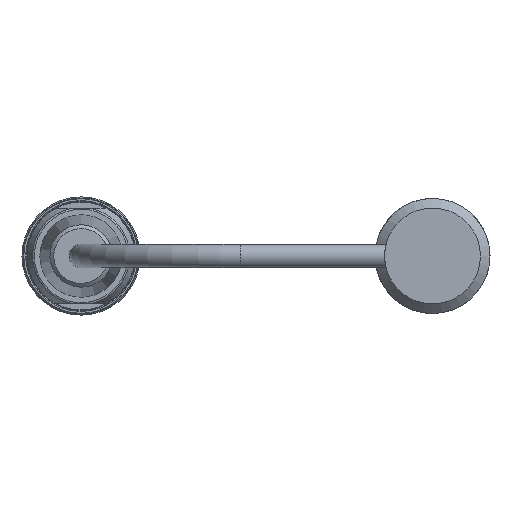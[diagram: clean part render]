
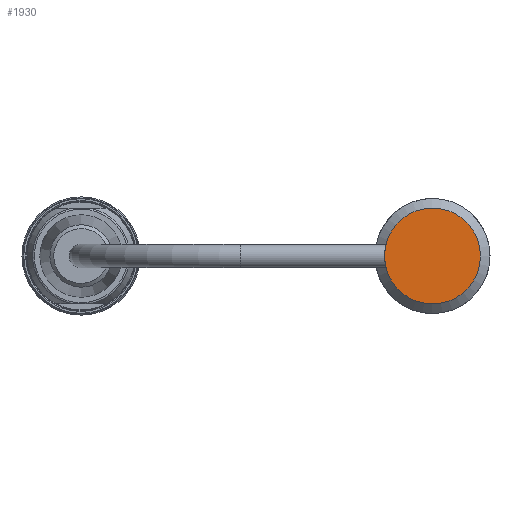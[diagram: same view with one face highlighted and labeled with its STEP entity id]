
A CAD part, left-side view. The second image highlights one B-rep face of the part: STEP entity #1930.
In plain terms, the highlighted planar face has unit normal (-1, 0, 0).
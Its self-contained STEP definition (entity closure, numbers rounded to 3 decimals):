
#299=PLANE('',#2186);
#530=FACE_OUTER_BOUND('',#724,.T.);
#724=EDGE_LOOP('',(#1669));
#830=CIRCLE('',#2169,7.5);
#992=VERTEX_POINT('',#3525);
#1212=EDGE_CURVE('',#992,#992,#830,.T.);
#1669=ORIENTED_EDGE('',*,*,#1212,.F.);
#1930=ADVANCED_FACE('',(#530),#299,.T.);
#2169=AXIS2_PLACEMENT_3D('',#3526,#2709,#2710);
#2186=AXIS2_PLACEMENT_3D('',#3702,#2743,#2744);
#2709=DIRECTION('center_axis',(1.,0.,0.));
#2710=DIRECTION('ref_axis',(0.,0.,
1.));
#2743=DIRECTION('center_axis',(-1.,0.,0.));
#2744=DIRECTION('ref_axis',(0.,0.,
-1.));
#3525=CARTESIAN_POINT('',(-6.5,-7.5,0.));
#3526=CARTESIAN_POINT('Origin',(-6.5,0.,
0.));
#3702=CARTESIAN_POINT('Origin',(-6.5,-7.5,0.));
